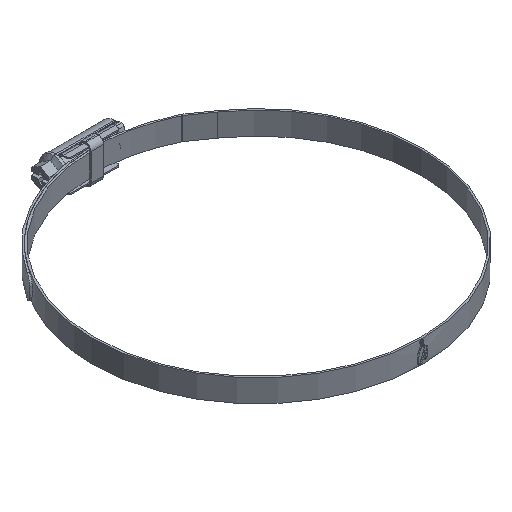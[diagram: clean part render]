
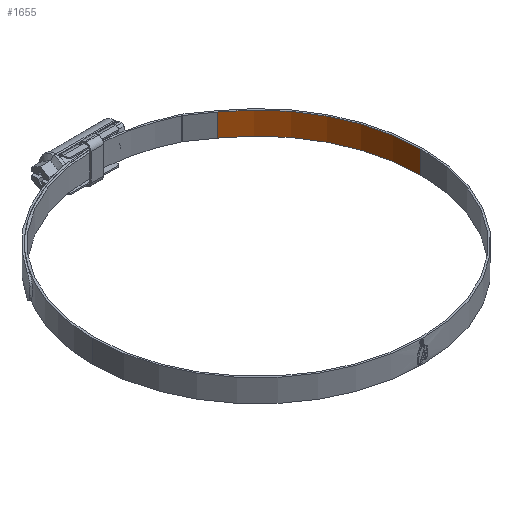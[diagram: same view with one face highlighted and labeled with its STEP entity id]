
A CAD part, isometric view. The second image highlights one B-rep face of the part: STEP entity #1655.
In plain terms, the highlighted cylindrical face has radius 65 mm (diameter 130 mm), a partial arc.
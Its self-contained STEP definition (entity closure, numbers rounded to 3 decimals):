
#154 = ORIENTED_EDGE ( 'NONE', *, *, #4822, .T. ) ;
#295 = VERTEX_POINT ( 'NONE', #6605 ) ;
#379 = VERTEX_POINT ( 'NONE', #6589 ) ;
#851 = CARTESIAN_POINT ( 'NONE',  ( 37.282, 53.245, 4.5 ) ) ;
#957 = ORIENTED_EDGE ( 'NONE', *, *, #6918, .F. ) ;
#1069 = DIRECTION ( 'NONE',  ( 1., 0., 0. ) ) ;
#1512 = VERTEX_POINT ( 'NONE', #7902 ) ;
#1563 = LINE ( 'NONE', #851, #6409 ) ;
#1655 = ADVANCED_FACE ( 'NONE', ( #4542 ), #8936, .F. ) ;
#1718 = EDGE_CURVE ( 'NONE', #295, #379, #1563, .T. ) ;
#1751 = DIRECTION ( 'NONE',  ( -1., 0., 0. ) ) ;
#1884 = AXIS2_PLACEMENT_3D ( 'NONE', #2455, #4442, #1751 ) ;
#2234 = AXIS2_PLACEMENT_3D ( 'NONE', #5953, #3204, #1069 ) ;
#2455 = CARTESIAN_POINT ( 'NONE',  ( 0., 0., 4.5 ) ) ;
#2857 = CIRCLE ( 'NONE', #2234, 65. ) ;
#2873 = DIRECTION ( 'NONE',  ( 0., 0., 1. ) ) ;
#3204 = DIRECTION ( 'NONE',  ( 0., 0., 1. ) ) ;
#3240 = EDGE_LOOP ( 'NONE', ( #957, #154, #5181, #6945 ) ) ;
#3586 = VECTOR ( 'NONE', #7843, 1000. ) ;
#4415 = CARTESIAN_POINT ( 'NONE',  ( 65., 0., 4.5 ) ) ;
#4442 = DIRECTION ( 'NONE',  ( 0., 0., -1. ) ) ;
#4542 = FACE_OUTER_BOUND ( 'NONE', #3240, .T. ) ;
#4822 = EDGE_CURVE ( 'NONE', #7193, #295, #8110, .T. ) ;
#5181 = ORIENTED_EDGE ( 'NONE', *, *, #1718, .T. ) ;
#5760 = DIRECTION ( 'NONE',  ( 1., 0., 0. ) ) ;
#5777 = CARTESIAN_POINT ( 'NONE',  ( 65., 0., 4.5 ) ) ;
#5953 = CARTESIAN_POINT ( 'NONE',  ( 0., 0., -4.5 ) ) ;
#6409 = VECTOR ( 'NONE', #6626, 1000. ) ;
#6589 = CARTESIAN_POINT ( 'NONE',  ( 37.282, 53.245, -4.5 ) ) ;
#6605 = CARTESIAN_POINT ( 'NONE',  ( 37.282, 53.245, 4.5 ) ) ;
#6626 = DIRECTION ( 'NONE',  ( 0., 0., -1. ) ) ;
#6918 = EDGE_CURVE ( 'NONE', #7193, #1512, #7132, .T. ) ;
#6945 = ORIENTED_EDGE ( 'NONE', *, *, #8979, .F. ) ;
#7132 = LINE ( 'NONE', #4415, #3586 ) ;
#7193 = VERTEX_POINT ( 'NONE', #5777 ) ;
#7355 = AXIS2_PLACEMENT_3D ( 'NONE', #9369, #2873, #5760 ) ;
#7843 = DIRECTION ( 'NONE',  ( 0., 0., -1. ) ) ;
#7902 = CARTESIAN_POINT ( 'NONE',  ( 65., 0., -4.5 ) ) ;
#8110 = CIRCLE ( 'NONE', #7355, 65. ) ;
#8936 = CYLINDRICAL_SURFACE ( 'NONE', #1884, 65. ) ;
#8979 = EDGE_CURVE ( 'NONE', #1512, #379, #2857, .T. ) ;
#9369 = CARTESIAN_POINT ( 'NONE',  ( 0., 0., 4.5 ) ) ;
